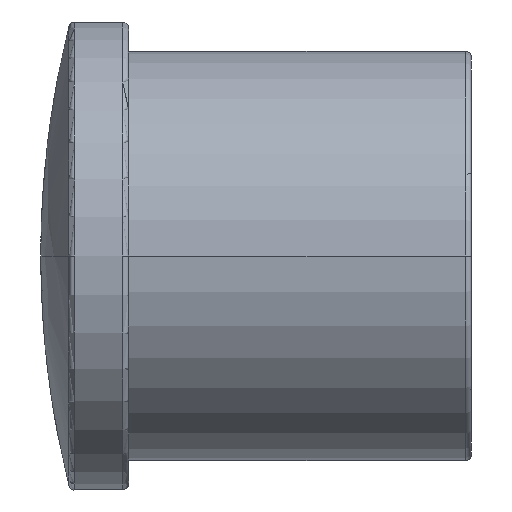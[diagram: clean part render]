
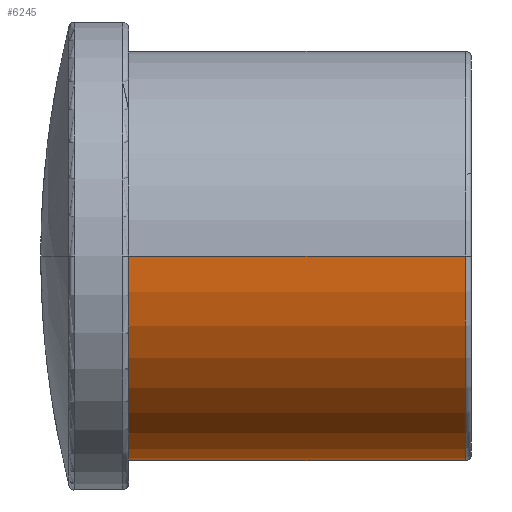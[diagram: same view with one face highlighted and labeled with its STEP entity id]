
A CAD part, front view. The second image highlights one B-rep face of the part: STEP entity #6245.
In plain terms, the highlighted cylindrical face has radius 10.5 mm (diameter 21 mm), a partial arc.
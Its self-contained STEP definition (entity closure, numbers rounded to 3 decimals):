
#11=CARTESIAN_POINT('',(0.,0.,0.));
#12=DIRECTION('',(-1.,0.,0.));
#13=DIRECTION('',(0.,1.,0.));
#14=AXIS2_PLACEMENT_3D('',#11,#12,#13);
#1931=DIRECTION('',(1.,0.,0.));
#1932=VECTOR('',#1931,17.26);
#1933=CARTESIAN_POINT('',(0.,10.5,0.));
#1934=LINE('',#1933,#1932);
#1935=DIRECTION('',(-1.,0.,0.));
#1936=VECTOR('',#1935,17.26);
#1937=CARTESIAN_POINT('',(17.26,-10.5,0.));
#1938=LINE('',#1937,#1936);
#1944=CARTESIAN_POINT('',(17.26,0.,0.));
#1945=DIRECTION('',(-1.,0.,0.));
#1946=DIRECTION('',(0.,1.,0.));
#1947=AXIS2_PLACEMENT_3D('',#1944,#1945,#1946);
#2591=CARTESIAN_POINT('',(0.,10.5,0.));
#2592=CARTESIAN_POINT('',(0.,-10.5,0.));
#2593=VERTEX_POINT('',#2591);
#2594=VERTEX_POINT('',#2592);
#2595=CARTESIAN_POINT('',(17.26,-10.5,0.));
#2596=VERTEX_POINT('',#2595);
#2597=CARTESIAN_POINT('',(17.26,10.5,0.));
#2598=VERTEX_POINT('',#2597);
#6231=CARTESIAN_POINT('',(-0.345,0.,0.));
#6232=DIRECTION('',(1.,0.,0.));
#6233=DIRECTION('',(0.,-1.,0.));
#6234=AXIS2_PLACEMENT_3D('',#6231,#6232,#6233);
#6235=CYLINDRICAL_SURFACE('',#6234,10.5);
#6237=ORIENTED_EDGE('',*,*,#6236,.F.);
#6239=ORIENTED_EDGE('',*,*,#6238,.F.);
#6241=ORIENTED_EDGE('',*,*,#6240,.F.);
#6242=ORIENTED_EDGE('',*,*,#2972,.T.);
#6243=EDGE_LOOP('',(#6237,#6239,#6241,#6242));
#6244=FACE_OUTER_BOUND('',#6243,.F.);
#15=CIRCLE('',#14,10.5);
#1948=CIRCLE('',#1947,10.5);
#2972=EDGE_CURVE('',#2593,#2594,#15,.T.);
#6236=EDGE_CURVE('',#2596,#2594,#1938,.T.);
#6238=EDGE_CURVE('',#2598,#2596,#1948,.T.);
#6240=EDGE_CURVE('',#2593,#2598,#1934,.T.);
#6245=ADVANCED_FACE('',(#6244),#6235,.T.);
